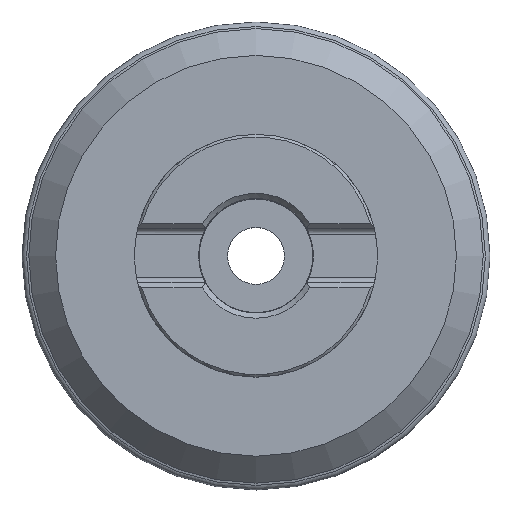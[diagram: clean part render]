
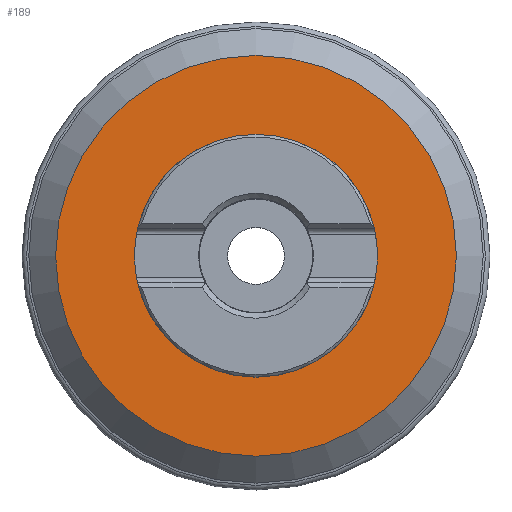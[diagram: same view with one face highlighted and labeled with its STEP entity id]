
A CAD part, top view. The second image highlights one B-rep face of the part: STEP entity #189.
In plain terms, the highlighted planar face has unit normal (0, 0, 1).
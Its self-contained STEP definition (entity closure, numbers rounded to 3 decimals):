
#85=FACE_BOUND('',#274,.T.);
#86=FACE_BOUND('',#275,.T.);
#116=PLANE('',#714);
#189=ADVANCED_FACE('',(#85,#86),#116,.T.);
#274=EDGE_LOOP('',(#365));
#275=EDGE_LOOP('',(#366));
#365=ORIENTED_EDGE('',*,*,#568,.T.);
#366=ORIENTED_EDGE('',*,*,#567,.F.);
#507=VERTEX_POINT('',#1027);
#508=VERTEX_POINT('',#1030);
#567=EDGE_CURVE('',#507,#507,#639,.T.);
#568=EDGE_CURVE('',#508,#508,#640,.T.);
#639=CIRCLE('',#711,38.8);
#640=CIRCLE('',#713,23.5);
#711=AXIS2_PLACEMENT_3D('',#1026,#828,#829);
#713=AXIS2_PLACEMENT_3D('',#1029,#832,#833);
#714=AXIS2_PLACEMENT_3D('',#1031,#834,#835);
#828=DIRECTION('',(0.,0.,-1.));
#829=DIRECTION('',(-1.,0.,0.));
#832=DIRECTION('',(0.,0.,-1.));
#833=DIRECTION('',(-1.,0.,0.));
#834=DIRECTION('',(0.,0.,1.));
#835=DIRECTION('',(1.,0.,0.));
#1026=CARTESIAN_POINT('',(0.,0.,-7.));
#1027=CARTESIAN_POINT('',(-38.8,0.,-7.));
#1029=CARTESIAN_POINT('',(0.,0.,-7.));
#1030=CARTESIAN_POINT('',(-23.5,0.,-7.));
#1031=CARTESIAN_POINT('',(38.8,0.,-7.));
